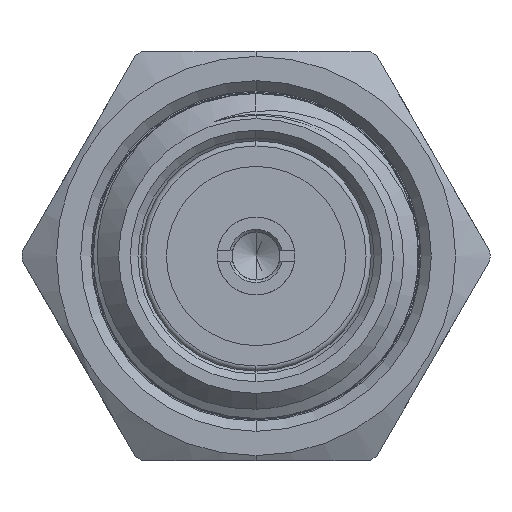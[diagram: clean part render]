
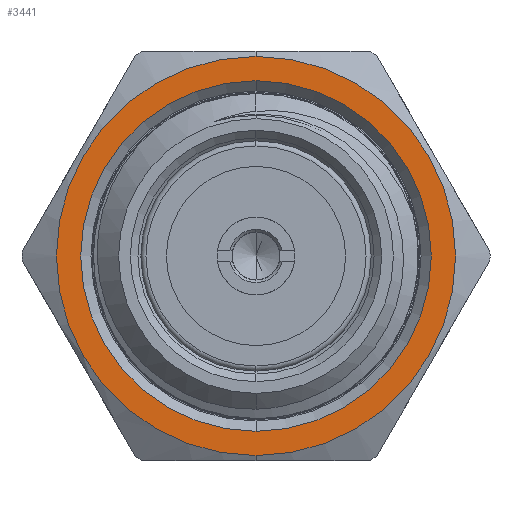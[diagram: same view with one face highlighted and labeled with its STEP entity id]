
A CAD part, left-side view. The second image highlights one B-rep face of the part: STEP entity #3441.
In plain terms, the highlighted planar face has unit normal (-1, 0, 0).
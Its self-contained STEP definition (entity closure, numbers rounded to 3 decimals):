
#149 = CARTESIAN_POINT ( 'NONE',  ( -440.3, 185.733, 0. ) ) ;
#272 = ORIENTED_EDGE ( 'NONE', *, *, #6321, .F. ) ;
#555 = DIRECTION ( 'NONE',  ( -1., 0., 0. ) ) ;
#715 = EDGE_CURVE ( 'NONE', #3200, #3457, #4617, .T. ) ;
#760 = CARTESIAN_POINT ( 'NONE',  ( -440.3, 185.733, 39. ) ) ;
#836 = CIRCLE ( 'NONE', #5058, 34.25 ) ;
#930 = FACE_OUTER_BOUND ( 'NONE', #4314, .T. ) ;
#1453 = VERTEX_POINT ( 'NONE', #5421 ) ;
#1557 = DIRECTION ( 'NONE',  ( -1., 0., 0. ) ) ;
#1576 = AXIS2_PLACEMENT_3D ( 'NONE', #5972, #6000, #3988 ) ;
#2009 = CIRCLE ( 'NONE', #6320, 34.25 ) ;
#2026 = PLANE ( 'NONE',  #6380 ) ;
#2264 = CIRCLE ( 'NONE', #2334, 39. ) ;
#2334 = AXIS2_PLACEMENT_3D ( 'NONE', #149, #3707, #6262 ) ;
#2528 = FACE_BOUND ( 'NONE', #3328, .T. ) ;
#2545 = DIRECTION ( 'NONE',  ( 0., 0., -1. ) ) ;
#2823 = EDGE_CURVE ( 'NONE', #3457, #3200, #2264, .T. ) ;
#2889 = VERTEX_POINT ( 'NONE', #3181 ) ;
#3075 = DIRECTION ( 'NONE',  ( 0., 0., 1. ) ) ;
#3181 = CARTESIAN_POINT ( 'NONE',  ( -440.3, 185.733, 34.25 ) ) ;
#3200 = VERTEX_POINT ( 'NONE', #760 ) ;
#3328 = EDGE_LOOP ( 'NONE', ( #272, #5538 ) ) ;
#3441 = ADVANCED_FACE ( 'NONE', ( #2528, #930 ), #2026, .F. ) ;
#3457 = VERTEX_POINT ( 'NONE', #5163 ) ;
#3550 = DIRECTION ( 'NONE',  ( 1., 0., 0. ) ) ;
#3573 = CARTESIAN_POINT ( 'NONE',  ( -440.3, 185.733, 0. ) ) ;
#3612 = DIRECTION ( 'NONE',  ( 0., 0., 1. ) ) ;
#3707 = DIRECTION ( 'NONE',  ( -1., 0., 0. ) ) ;
#3988 = DIRECTION ( 'NONE',  ( 0., 0., 1. ) ) ;
#4314 = EDGE_LOOP ( 'NONE', ( #6429, #4773 ) ) ;
#4617 = CIRCLE ( 'NONE', #1576, 39. ) ;
#4679 = CARTESIAN_POINT ( 'NONE',  ( -440.3, 185.733, 0. ) ) ;
#4773 = ORIENTED_EDGE ( 'NONE', *, *, #715, .T. ) ;
#4865 = EDGE_CURVE ( 'NONE', #1453, #2889, #2009, .T. ) ;
#5058 = AXIS2_PLACEMENT_3D ( 'NONE', #3573, #1557, #3075 ) ;
#5163 = CARTESIAN_POINT ( 'NONE',  ( -440.3, 185.733, -39. ) ) ;
#5421 = CARTESIAN_POINT ( 'NONE',  ( -440.3, 185.733, -34.25 ) ) ;
#5538 = ORIENTED_EDGE ( 'NONE', *, *, #4865, .F. ) ;
#5610 = CARTESIAN_POINT ( 'NONE',  ( -440.3, 0., 0. ) ) ;
#5972 = CARTESIAN_POINT ( 'NONE',  ( -440.3, 185.733, 0. ) ) ;
#6000 = DIRECTION ( 'NONE',  ( -1., 0., 0. ) ) ;
#6262 = DIRECTION ( 'NONE',  ( 0., 0., 1. ) ) ;
#6320 = AXIS2_PLACEMENT_3D ( 'NONE', #4679, #555, #3612 ) ;
#6321 = EDGE_CURVE ( 'NONE', #2889, #1453, #836, .T. ) ;
#6380 = AXIS2_PLACEMENT_3D ( 'NONE', #5610, #3550, #2545 ) ;
#6429 = ORIENTED_EDGE ( 'NONE', *, *, #2823, .T. ) ;
